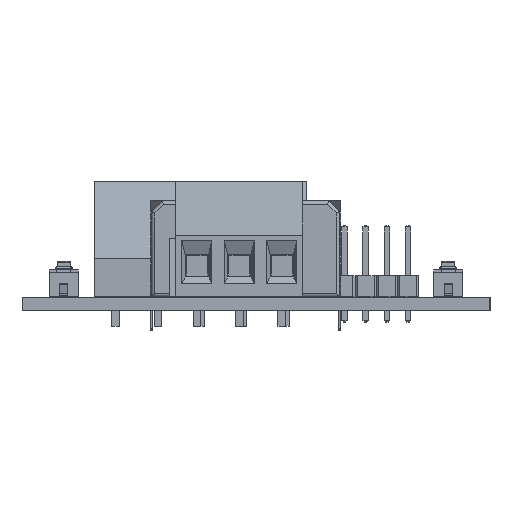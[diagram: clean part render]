
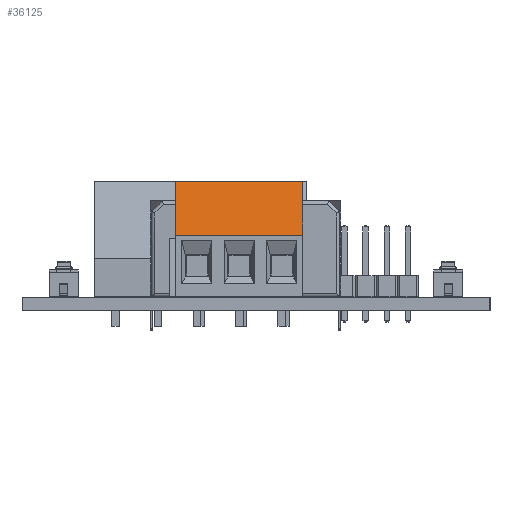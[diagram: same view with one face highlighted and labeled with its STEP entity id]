
A CAD part, left-side view. The second image highlights one B-rep face of the part: STEP entity #36125.
In plain terms, the highlighted face is planar.
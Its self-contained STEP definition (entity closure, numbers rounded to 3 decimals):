
#35818 = EDGE_CURVE('',#35819,#35821,#35823,.T.);
#35819 = VERTEX_POINT('',#35820);
#35820 = CARTESIAN_POINT('',(-2.54,-2.6,13.8));
#35821 = VERTEX_POINT('',#35822);
#35822 = CARTESIAN_POINT('',(-2.54,-4.1,7.4));
#35823 = SURFACE_CURVE('',#35824,(#35828,#35840),.PCURVE_S1.);
#35824 = LINE('',#35825,#35826);
#35825 = CARTESIAN_POINT('',(-2.54,-2.6,13.8));
#35826 = VECTOR('',#35827,1.);
#35827 = DIRECTION('',(0.,-0.228,-0.974));
#35828 = PCURVE('',#35829,#35834);
#35829 = PLANE('',#35830);
#35830 = AXIS2_PLACEMENT_3D('',#35831,#35832,#35833);
#35831 = CARTESIAN_POINT('',(-2.54,0.3,6.9));
#35832 = DIRECTION('',(1.,0.,0.));
#35833 = DIRECTION('',(0.,0.,1.));
#35834 = DEFINITIONAL_REPRESENTATION('',(#35835),#35839);
#35835 = LINE('',#35836,#35837);
#35836 = CARTESIAN_POINT('',(6.9,2.9));
#35837 = VECTOR('',#35838,1.);
#35838 = DIRECTION('',(-0.974,0.228));
#35839 = ( GEOMETRIC_REPRESENTATION_CONTEXT(2) 
PARAMETRIC_REPRESENTATION_CONTEXT() REPRESENTATION_CONTEXT('2D SPACE',''
  ) );
#35840 = PCURVE('',#35841,#35846);
#35841 = PLANE('',#35842);
#35842 = AXIS2_PLACEMENT_3D('',#35843,#35844,#35845);
#35843 = CARTESIAN_POINT('',(-2.54,-2.6,13.8));
#35844 = DIRECTION('',(0.,0.974,-0.228));
#35845 = DIRECTION('',(0.,-0.228,-0.974));
#35846 = DEFINITIONAL_REPRESENTATION('',(#35847),#35851);
#35847 = LINE('',#35848,#35849);
#35848 = CARTESIAN_POINT('',(0.,0.));
#35849 = VECTOR('',#35850,1.);
#35850 = DIRECTION('',(1.,0.));
#35851 = ( GEOMETRIC_REPRESENTATION_CONTEXT(2) 
PARAMETRIC_REPRESENTATION_CONTEXT() REPRESENTATION_CONTEXT('2D SPACE',''
  ) );
#35869 = PLANE('',#35870);
#35870 = AXIS2_PLACEMENT_3D('',#35871,#35872,#35873);
#35871 = CARTESIAN_POINT('',(-2.54,-4.1,7.4));
#35872 = DIRECTION('',(0.,0.,-1.));
#35873 = DIRECTION('',(0.,-1.,0.));
#36114 = PLANE('',#36115);
#36115 = AXIS2_PLACEMENT_3D('',#36116,#36117,#36118);
#36116 = CARTESIAN_POINT('',(-2.54,5.2,13.8));
#36117 = DIRECTION('',(0.,0.,-1.));
#36118 = DIRECTION('',(0.,-1.,0.));
#36125 = ADVANCED_FACE('',(#36126),#35841,.F.);
#36126 = FACE_BOUND('',#36127,.F.);
#36127 = EDGE_LOOP('',(#36128,#36151,#36179,#36200));
#36128 = ORIENTED_EDGE('',*,*,#36129,.T.);
#36129 = EDGE_CURVE('',#35819,#36130,#36132,.T.);
#36130 = VERTEX_POINT('',#36131);
#36131 = CARTESIAN_POINT('',(12.7,-2.6,13.8));
#36132 = SURFACE_CURVE('',#36133,(#36137,#36144),.PCURVE_S1.);
#36133 = LINE('',#36134,#36135);
#36134 = CARTESIAN_POINT('',(-2.54,-2.6,13.8));
#36135 = VECTOR('',#36136,1.);
#36136 = DIRECTION('',(1.,0.,0.));
#36137 = PCURVE('',#35841,#36138);
#36138 = DEFINITIONAL_REPRESENTATION('',(#36139),#36143);
#36139 = LINE('',#36140,#36141);
#36140 = CARTESIAN_POINT('',(0.,0.));
#36141 = VECTOR('',#36142,1.);
#36142 = DIRECTION('',(0.,-1.));
#36143 = ( GEOMETRIC_REPRESENTATION_CONTEXT(2) 
PARAMETRIC_REPRESENTATION_CONTEXT() REPRESENTATION_CONTEXT('2D SPACE',''
  ) );
#36144 = PCURVE('',#36114,#36145);
#36145 = DEFINITIONAL_REPRESENTATION('',(#36146),#36150);
#36146 = LINE('',#36147,#36148);
#36147 = CARTESIAN_POINT('',(7.8,0.));
#36148 = VECTOR('',#36149,1.);
#36149 = DIRECTION('',(0.,-1.));
#36150 = ( GEOMETRIC_REPRESENTATION_CONTEXT(2) 
PARAMETRIC_REPRESENTATION_CONTEXT() REPRESENTATION_CONTEXT('2D SPACE',''
  ) );
#36151 = ORIENTED_EDGE('',*,*,#36152,.T.);
#36152 = EDGE_CURVE('',#36130,#36153,#36155,.T.);
#36153 = VERTEX_POINT('',#36154);
#36154 = CARTESIAN_POINT('',(12.7,-4.1,7.4));
#36155 = SURFACE_CURVE('',#36156,(#36160,#36167),.PCURVE_S1.);
#36156 = LINE('',#36157,#36158);
#36157 = CARTESIAN_POINT('',(12.7,-2.6,13.8));
#36158 = VECTOR('',#36159,1.);
#36159 = DIRECTION('',(0.,-0.228,-0.974));
#36160 = PCURVE('',#35841,#36161);
#36161 = DEFINITIONAL_REPRESENTATION('',(#36162),#36166);
#36162 = LINE('',#36163,#36164);
#36163 = CARTESIAN_POINT('',(0.,-15.24));
#36164 = VECTOR('',#36165,1.);
#36165 = DIRECTION('',(1.,0.));
#36166 = ( GEOMETRIC_REPRESENTATION_CONTEXT(2) 
PARAMETRIC_REPRESENTATION_CONTEXT() REPRESENTATION_CONTEXT('2D SPACE',''
  ) );
#36167 = PCURVE('',#36168,#36173);
#36168 = PLANE('',#36169);
#36169 = AXIS2_PLACEMENT_3D('',#36170,#36171,#36172);
#36170 = CARTESIAN_POINT('',(12.7,0.3,6.9));
#36171 = DIRECTION('',(1.,0.,0.));
#36172 = DIRECTION('',(0.,0.,1.));
#36173 = DEFINITIONAL_REPRESENTATION('',(#36174),#36178);
#36174 = LINE('',#36175,#36176);
#36175 = CARTESIAN_POINT('',(6.9,2.9));
#36176 = VECTOR('',#36177,1.);
#36177 = DIRECTION('',(-0.974,0.228));
#36178 = ( GEOMETRIC_REPRESENTATION_CONTEXT(2) 
PARAMETRIC_REPRESENTATION_CONTEXT() REPRESENTATION_CONTEXT('2D SPACE',''
  ) );
#36179 = ORIENTED_EDGE('',*,*,#36180,.F.);
#36180 = EDGE_CURVE('',#35821,#36153,#36181,.T.);
#36181 = SURFACE_CURVE('',#36182,(#36186,#36193),.PCURVE_S1.);
#36182 = LINE('',#36183,#36184);
#36183 = CARTESIAN_POINT('',(-2.54,-4.1,7.4));
#36184 = VECTOR('',#36185,1.);
#36185 = DIRECTION('',(1.,0.,0.));
#36186 = PCURVE('',#35841,#36187);
#36187 = DEFINITIONAL_REPRESENTATION('',(#36188),#36192);
#36188 = LINE('',#36189,#36190);
#36189 = CARTESIAN_POINT('',(6.573,0.));
#36190 = VECTOR('',#36191,1.);
#36191 = DIRECTION('',(0.,-1.));
#36192 = ( GEOMETRIC_REPRESENTATION_CONTEXT(2) 
PARAMETRIC_REPRESENTATION_CONTEXT() REPRESENTATION_CONTEXT('2D SPACE',''
  ) );
#36193 = PCURVE('',#35869,#36194);
#36194 = DEFINITIONAL_REPRESENTATION('',(#36195),#36199);
#36195 = LINE('',#36196,#36197);
#36196 = CARTESIAN_POINT('',(0.,-0.));
#36197 = VECTOR('',#36198,1.);
#36198 = DIRECTION('',(0.,-1.));
#36199 = ( GEOMETRIC_REPRESENTATION_CONTEXT(2) 
PARAMETRIC_REPRESENTATION_CONTEXT() REPRESENTATION_CONTEXT('2D SPACE',''
  ) );
#36200 = ORIENTED_EDGE('',*,*,#35818,.F.);
